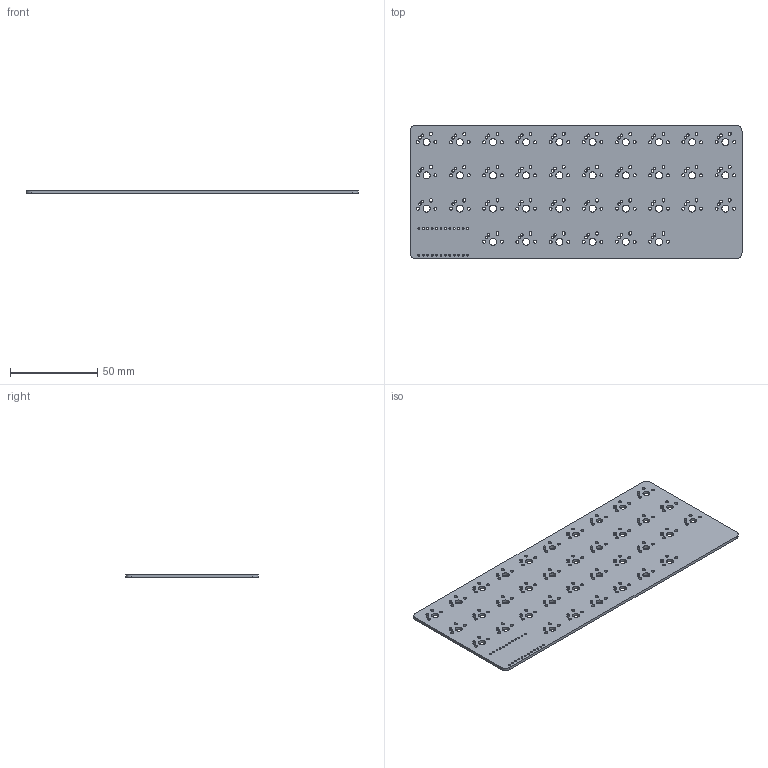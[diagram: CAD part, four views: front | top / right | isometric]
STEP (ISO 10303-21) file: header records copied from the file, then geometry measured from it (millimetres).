
FILE_DESCRIPTION(/* description */ (''),/* implementation_level */ '2;1');
FILE_NAME(/* name */ 'FreeWillyPCB.step',/* time_stamp */ '2022-03-19T23:34:05-05:00',/* author */ (''),/* organization */ (''),/* preprocessor_version */ 'ST-DEVELOPER v18.1',/* originating_system */ 'Autodesk Translation Framework v10.13.0.1454',/* authorisation */ '');
FILE_SCHEMA (('AUTOMOTIVE_DESIGN { 1 0 10303 214 3 1 1 }'));
Length unit declared in the file: millimetre
Products named in the file (1): COMPOUND
Bounding box: 190.5 x 76.2 x 1.6 mm (x, y, z)
Volume: 21838.3 mm3; surface area: 30496.1 mm2
Topology: 1 solids, 1 shells, 286 faces, 852 edges, 568 vertices
Faces by surface type: cylinder 280, plane 6
Full cylindrical faces by diameter (mm): 1.092 x24, 1.47 x72, 1.75 x72, 3.988 x36
Entity records: 10956 total; most frequent: DIRECTION 1986, CARTESIAN_POINT 1707, ORIENTED_EDGE 1704, EDGE_CURVE 852, AXIS2_PLACEMENT_3D 847, EDGE_LOOP 766, VERTEX_POINT 568, CIRCLE 560
